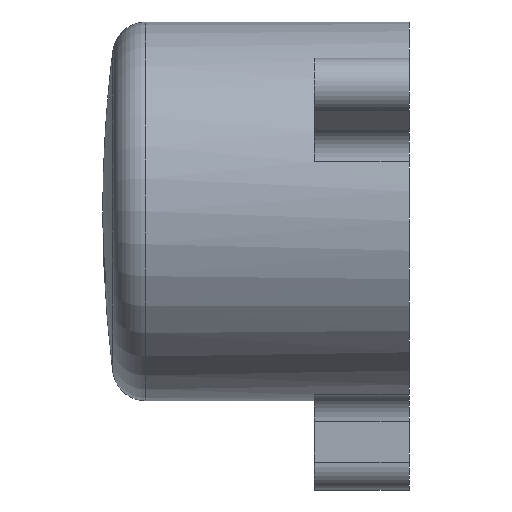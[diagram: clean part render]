
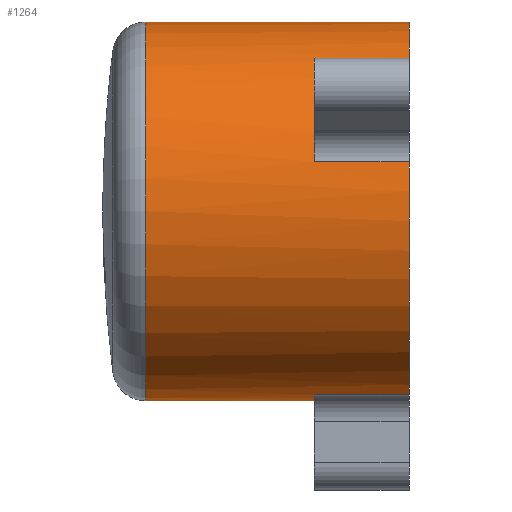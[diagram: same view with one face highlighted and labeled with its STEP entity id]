
A CAD part, left-side view. The second image highlights one B-rep face of the part: STEP entity #1264.
In plain terms, the highlighted cylindrical face has radius 3.4 mm (diameter 6.8 mm), a partial arc.
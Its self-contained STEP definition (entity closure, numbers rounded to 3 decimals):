
#31 = EDGE_CURVE ( 'NONE', #1062, #414, #342, .T. ) ;
#72 = CARTESIAN_POINT ( 'NONE',  ( -3.282, 1.7, 0.888 ) ) ;
#87 = VECTOR ( 'NONE', #278, 1000. ) ;
#109 = DIRECTION ( 'NONE',  ( 0., 0., 1. ) ) ;
#132 = CARTESIAN_POINT ( 'NONE',  ( -0.872, 5.5, -3.286 ) ) ;
#138 = CARTESIAN_POINT ( 'NONE',  ( 0., 0., 0. ) ) ;
#159 = CARTESIAN_POINT ( 'NONE',  ( 0., 5.5, -3.4 ) ) ;
#172 = VERTEX_POINT ( 'NONE', #1090 ) ;
#183 = AXIS2_PLACEMENT_3D ( 'NONE', #697, #615, #1214 ) ;
#231 = CIRCLE ( 'NONE', #427, 3.4 ) ;
#246 = CARTESIAN_POINT ( 'NONE',  ( -2.41, 1.7, 2.398 ) ) ;
#255 = DIRECTION ( 'NONE',  ( 0., -1., 0. ) ) ;
#267 = ORIENTED_EDGE ( 'NONE', *, *, #31, .T. ) ;
#278 = DIRECTION ( 'NONE',  ( 0., -1., 0. ) ) ;
#287 = EDGE_CURVE ( 'NONE', #522, #768, #1023, .T. ) ;
#297 = CIRCLE ( 'NONE', #1249, 3.4 ) ;
#310 = ORIENTED_EDGE ( 'NONE', *, *, #1237, .F. ) ;
#313 = EDGE_CURVE ( 'NONE', #763, #871, #960, .T. ) ;
#321 = VECTOR ( 'NONE', #1085, 1000. ) ;
#337 = DIRECTION ( 'NONE',  ( 0., -1., 0. ) ) ;
#338 = EDGE_CURVE ( 'NONE', #1040, #522, #764, .T. ) ;
#342 = LINE ( 'NONE', #755, #321 ) ;
#344 = ORIENTED_EDGE ( 'NONE', *, *, #744, .T. ) ;
#346 = DIRECTION ( 'NONE',  ( 0., 0., -1. ) ) ;
#352 = EDGE_CURVE ( 'NONE', #763, #768, #882, .T. ) ;
#361 = ORIENTED_EDGE ( 'NONE', *, *, #313, .T. ) ;
#371 = LINE ( 'NONE', #159, #1039 ) ;
#406 = CYLINDRICAL_SURFACE ( 'NONE', #183, 3.4 ) ;
#414 = VERTEX_POINT ( 'NONE', #72 ) ;
#426 = CARTESIAN_POINT ( 'NONE',  ( 0., 0., 0. ) ) ;
#427 = AXIS2_PLACEMENT_3D ( 'NONE', #856, #1256, #773 ) ;
#482 = DIRECTION ( 'NONE',  ( 0., 1., 0. ) ) ;
#497 = VECTOR ( 'NONE', #793, 1000. ) ;
#522 = VERTEX_POINT ( 'NONE', #803 ) ;
#525 = VERTEX_POINT ( 'NONE', #911 ) ;
#538 = CIRCLE ( 'NONE', #1287, 3.4 ) ;
#545 = ORIENTED_EDGE ( 'NONE', *, *, #1279, .T. ) ;
#553 = DIRECTION ( 'NONE',  ( 0., 1., 0. ) ) ;
#615 = DIRECTION ( 'NONE',  ( 0., -1., 0. ) ) ;
#655 = ORIENTED_EDGE ( 'NONE', *, *, #352, .F. ) ;
#697 = CARTESIAN_POINT ( 'NONE',  ( 0., 5.5, 0. ) ) ;
#705 = DIRECTION ( 'NONE',  ( 0., -1., 0. ) ) ;
#744 = EDGE_CURVE ( 'NONE', #172, #1062, #538, .T. ) ;
#755 = CARTESIAN_POINT ( 'NONE',  ( -3.282, 5.5, 0.888 ) ) ;
#763 = VERTEX_POINT ( 'NONE', #1299 ) ;
#764 = LINE ( 'NONE', #781, #497 ) ;
#768 = VERTEX_POINT ( 'NONE', #802 ) ;
#770 = CARTESIAN_POINT ( 'NONE',  ( 0., 5.5, 3.4 ) ) ;
#773 = DIRECTION ( 'NONE',  ( 0., 0., 1. ) ) ;
#781 = CARTESIAN_POINT ( 'NONE',  ( -2.41, 5.5, 2.398 ) ) ;
#793 = DIRECTION ( 'NONE',  ( 0., -1., 0. ) ) ;
#802 = CARTESIAN_POINT ( 'NONE',  ( 0., 0., 3.4 ) ) ;
#803 = CARTESIAN_POINT ( 'NONE',  ( -2.41, 0., 2.398 ) ) ;
#816 = ORIENTED_EDGE ( 'NONE', *, *, #287, .T. ) ;
#831 = CARTESIAN_POINT ( 'NONE',  ( 0., 4.726, -3.4 ) ) ;
#856 = CARTESIAN_POINT ( 'NONE',  ( 0., 1.7, 0. ) ) ;
#871 = VERTEX_POINT ( 'NONE', #831 ) ;
#882 = LINE ( 'NONE', #770, #87 ) ;
#889 = CARTESIAN_POINT ( 'NONE',  ( 0., 1.7, 0. ) ) ;
#911 = CARTESIAN_POINT ( 'NONE',  ( -0.872, 1.7, -3.286 ) ) ;
#927 = CARTESIAN_POINT ( 'NONE',  ( 0., 4.726, 0. ) ) ;
#928 = VERTEX_POINT ( 'NONE', #948 ) ;
#948 = CARTESIAN_POINT ( 'NONE',  ( 0., 1.7, -3.4 ) ) ;
#960 = CIRCLE ( 'NONE', #1289, 3.4 ) ;
#970 = DIRECTION ( 'NONE',  ( 0., 0., 1. ) ) ;
#994 = DIRECTION ( 'NONE',  ( 0.866, 0., -0.5 ) ) ;
#1008 = FACE_OUTER_BOUND ( 'NONE', #1202, .T. ) ;
#1016 = EDGE_CURVE ( 'NONE', #871, #928, #371, .T. ) ;
#1023 = CIRCLE ( 'NONE', #1186, 3.4 ) ;
#1030 = ORIENTED_EDGE ( 'NONE', *, *, #1100, .F. ) ;
#1039 = VECTOR ( 'NONE', #255, 1000. ) ;
#1040 = VERTEX_POINT ( 'NONE', #246 ) ;
#1062 = VERTEX_POINT ( 'NONE', #1067 ) ;
#1067 = CARTESIAN_POINT ( 'NONE',  ( -3.282, 0., 0.888 ) ) ;
#1069 = ORIENTED_EDGE ( 'NONE', *, *, #1016, .T. ) ;
#1078 = ORIENTED_EDGE ( 'NONE', *, *, #338, .T. ) ;
#1085 = DIRECTION ( 'NONE',  ( 0., 1., 0. ) ) ;
#1086 = LINE ( 'NONE', #132, #1166 ) ;
#1090 = CARTESIAN_POINT ( 'NONE',  ( -0.872, 0., -3.286 ) ) ;
#1100 = EDGE_CURVE ( 'NONE', #525, #928, #231, .T. ) ;
#1166 = VECTOR ( 'NONE', #1240, 1000. ) ;
#1186 = AXIS2_PLACEMENT_3D ( 'NONE', #138, #553, #109 ) ;
#1202 = EDGE_LOOP ( 'NONE', ( #655, #361, #1069, #1030, #545, #344, #267, #310, #1078, #816 ) ) ;
#1214 = DIRECTION ( 'NONE',  ( 0., 0., -1. ) ) ;
#1237 = EDGE_CURVE ( 'NONE', #1040, #414, #297, .T. ) ;
#1240 = DIRECTION ( 'NONE',  ( 0., -1., 0. ) ) ;
#1249 = AXIS2_PLACEMENT_3D ( 'NONE', #889, #705, #994 ) ;
#1256 = DIRECTION ( 'NONE',  ( 0., -1., 0. ) ) ;
#1264 = ADVANCED_FACE ( 'NONE', ( #1008 ), #406, .T. ) ;
#1279 = EDGE_CURVE ( 'NONE', #525, #172, #1086, .T. ) ;
#1287 = AXIS2_PLACEMENT_3D ( 'NONE', #426, #482, #970 ) ;
#1289 = AXIS2_PLACEMENT_3D ( 'NONE', #927, #337, #346 ) ;
#1299 = CARTESIAN_POINT ( 'NONE',  ( 0., 4.726, 3.4 ) ) ;
